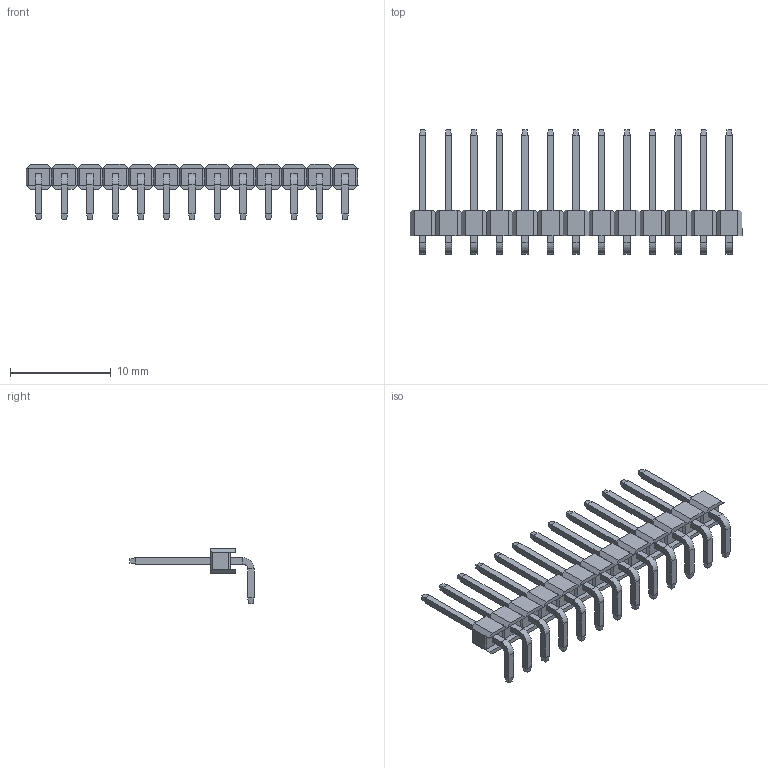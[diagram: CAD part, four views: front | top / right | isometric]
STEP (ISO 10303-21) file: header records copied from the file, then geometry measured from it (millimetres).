
FILE_DESCRIPTION (( 'STEP AP214' ), '1' );
FILE_NAME ('1x13 Male Pin Header Angle.STEP', '2021-11-12T11:40:35', ( 'M.B.I.' ), ( '' ), 'SwSTEP 2.0', '', '' );
FILE_SCHEMA (( 'AUTOMOTIVE_DESIGN' ));
Length unit declared in the file: millimetre
Products named in the file (1): 1x13 Male Pin Header Angle
Bounding box: 33.02 x 12.36 x 5.5 mm (x, y, z)
Volume: 239.5 mm3; surface area: 981.8 mm2
Topology: 14 solids, 14 shells, 606 faces, 1496 edges, 918 vertices
Faces by surface type: plane 580, cylinder 26
Entity records: 17471 total; most frequent: CARTESIAN_POINT 3021, ORIENTED_EDGE 2992, DIRECTION 2762, EDGE_CURVE 1496, LINE 1444, VECTOR 1444, VERTEX_POINT 918, AXIS2_PLACEMENT_3D 659
